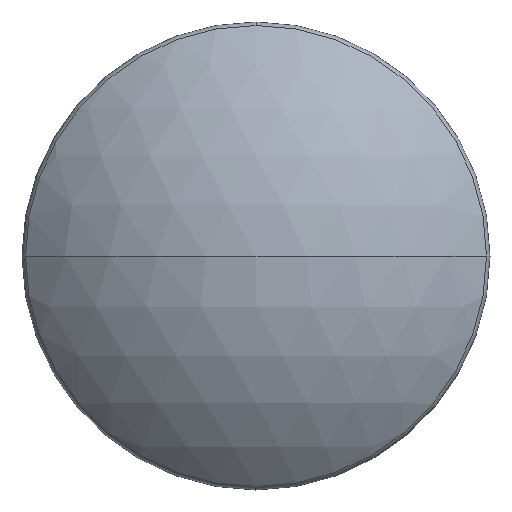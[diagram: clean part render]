
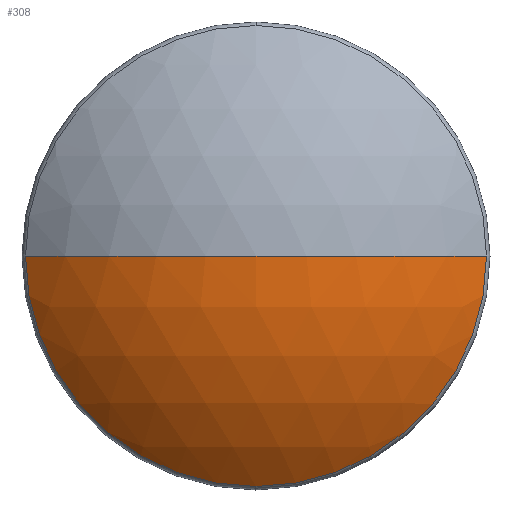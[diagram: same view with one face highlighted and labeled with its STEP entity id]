
A CAD part, left-side view. The second image highlights one B-rep face of the part: STEP entity #308.
In plain terms, the highlighted spherical face has radius 30.688 mm.
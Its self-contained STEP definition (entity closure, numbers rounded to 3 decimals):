
#13 = AXIS2_PLACEMENT_3D ( 'NONE', #31, #280, #244 ) ;
#31 = CARTESIAN_POINT ( 'NONE',  ( 19.688, 0., 0. ) ) ;
#33 = DIRECTION ( 'NONE',  ( 0., 0., -1. ) ) ;
#37 = ORIENTED_EDGE ( 'NONE', *, *, #271, .T. ) ;
#44 = DIRECTION ( 'NONE',  ( 0., 0., 1. ) ) ;
#45 = VERTEX_POINT ( 'NONE', #292 ) ;
#51 = EDGE_CURVE ( 'NONE', #45, #260, #375, .T. ) ;
#62 = CARTESIAN_POINT ( 'NONE',  ( 19.688, 0., 0. ) ) ;
#80 = AXIS2_PLACEMENT_3D ( 'NONE', #230, #357, #44 ) ;
#81 = DIRECTION ( 'NONE',  ( -1., 0., 0. ) ) ;
#85 = SPHERICAL_SURFACE ( 'NONE', #13, 30.688 ) ;
#98 = CARTESIAN_POINT ( 'NONE',  ( -2.801, -20.88, 0. ) ) ;
#113 = AXIS2_PLACEMENT_3D ( 'NONE', #62, #33, #305 ) ;
#115 = ORIENTED_EDGE ( 'NONE', *, *, #343, .T. ) ;
#124 = CARTESIAN_POINT ( 'NONE',  ( 19.688, 0., 0. ) ) ;
#127 = AXIS2_PLACEMENT_3D ( 'NONE', #124, #250, #368 ) ;
#132 = ORIENTED_EDGE ( 'NONE', *, *, #51, .T. ) ;
#187 = CIRCLE ( 'NONE', #113, 30.688 ) ;
#188 = FACE_OUTER_BOUND ( 'NONE', #231, .T. ) ;
#195 = CIRCLE ( 'NONE', #127, 30.688 ) ;
#215 = CARTESIAN_POINT ( 'NONE',  ( -2.801, 0., -20.88 ) ) ;
#228 = AXIS2_PLACEMENT_3D ( 'NONE', #331, #81, #356 ) ;
#229 = VERTEX_POINT ( 'NONE', #239 ) ;
#230 = CARTESIAN_POINT ( 'NONE',  ( -2.801, 0., 0. ) ) ;
#231 = EDGE_LOOP ( 'NONE', ( #132, #115, #37, #247 ) ) ;
#237 = EDGE_CURVE ( 'NONE', #45, #229, #195, .T. ) ;
#239 = CARTESIAN_POINT ( 'NONE',  ( -11., 0., 0. ) ) ;
#244 = DIRECTION ( 'NONE',  ( 0., 1., 0. ) ) ;
#247 = ORIENTED_EDGE ( 'NONE', *, *, #237, .F. ) ;
#250 = DIRECTION ( 'NONE',  ( 0., 0., 1. ) ) ;
#260 = VERTEX_POINT ( 'NONE', #215 ) ;
#271 = EDGE_CURVE ( 'NONE', #392, #229, #187, .T. ) ;
#280 = DIRECTION ( 'NONE',  ( 0., 0., -1. ) ) ;
#282 = CIRCLE ( 'NONE', #80, 20.88 ) ;
#292 = CARTESIAN_POINT ( 'NONE',  ( -2.801, 20.88, 0. ) ) ;
#305 = DIRECTION ( 'NONE',  ( 0., 1., 0. ) ) ;
#308 = ADVANCED_FACE ( 'NONE', ( #188 ), #85, .T. ) ;
#331 = CARTESIAN_POINT ( 'NONE',  ( -2.801, 0., 0. ) ) ;
#343 = EDGE_CURVE ( 'NONE', #260, #392, #282, .T. ) ;
#356 = DIRECTION ( 'NONE',  ( 0., 0., 1. ) ) ;
#357 = DIRECTION ( 'NONE',  ( -1., 0., 0. ) ) ;
#368 = DIRECTION ( 'NONE',  ( 1., 0., 0. ) ) ;
#375 = CIRCLE ( 'NONE', #228, 20.88 ) ;
#392 = VERTEX_POINT ( 'NONE', #98 ) ;
